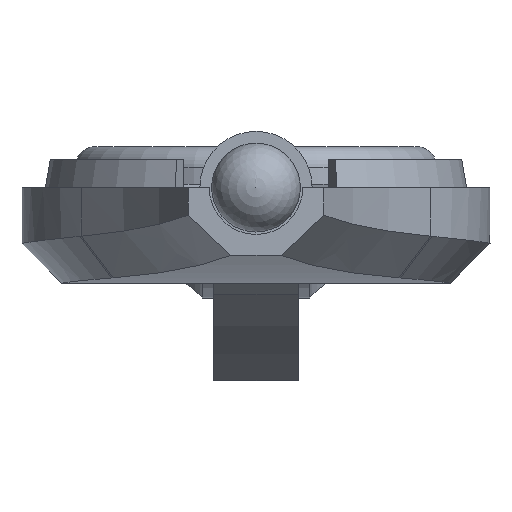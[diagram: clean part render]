
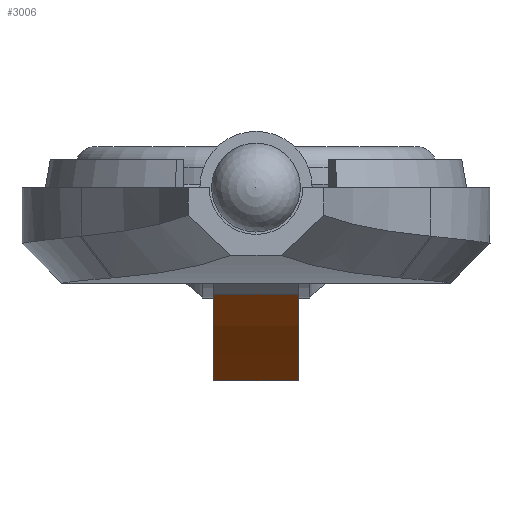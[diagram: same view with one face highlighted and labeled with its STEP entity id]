
A CAD part, front view. The second image highlights one B-rep face of the part: STEP entity #3006.
In plain terms, the highlighted cylindrical face has radius 37.643 mm (diameter 75.287 mm), a partial arc.
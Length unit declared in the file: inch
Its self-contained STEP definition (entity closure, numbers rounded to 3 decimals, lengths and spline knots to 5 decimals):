
#140=CYLINDRICAL_SURFACE('',#3298,1.48202);
#314=CIRCLE('',#3299,1.48202);
#315=CIRCLE('',#3300,1.48202);
#492=FACE_OUTER_BOUND('',#674,.T.);
#674=EDGE_LOOP('',(#2694,#2695,#2696,#2697));
#917=LINE('',#5961,#1159);
#918=LINE('',#5965,#1160);
#1159=VECTOR('',#4016,0.3937);
#1160=VECTOR('',#4019,0.3937);
#1439=VERTEX_POINT('',#5959);
#1440=VERTEX_POINT('',#5960);
#1441=VERTEX_POINT('',#5962);
#1442=VERTEX_POINT('',#5964);
#1863=EDGE_CURVE('',#1439,#1440,#917,.T.);
#1864=EDGE_CURVE('',#1439,#1441,#314,.T.);
#1865=EDGE_CURVE('',#1442,#1441,#918,.T.);
#1866=EDGE_CURVE('',#1442,#1440,#315,.T.);
#2694=ORIENTED_EDGE('',*,*,#1863,.F.);
#2695=ORIENTED_EDGE('',*,*,#1864,.T.);
#2696=ORIENTED_EDGE('',*,*,#1865,.F.);
#2697=ORIENTED_EDGE('',*,*,#1866,.T.);
#3006=ADVANCED_FACE('',(#492),#140,.T.);
#3298=AXIS2_PLACEMENT_3D('',#5958,#4014,#4015);
#3299=AXIS2_PLACEMENT_3D('',#5963,#4017,#4018);
#3300=AXIS2_PLACEMENT_3D('',#5966,#4020,#4021);
#4014=DIRECTION('center_axis',(-1.,0.,0.));
#4015=DIRECTION('ref_axis',(0.,-0.677,-0.736));
#4016=DIRECTION('',(-1.,0.,0.));
#4017=DIRECTION('center_axis',(-1.,0.,0.));
#4018=DIRECTION('ref_axis',(0.,-0.677,-0.736));
#4019=DIRECTION('',(1.,0.,0.));
#4020=DIRECTION('center_axis',(1.,0.,0.));
#4021=DIRECTION('ref_axis',(0.,-0.677,-0.736));
#5958=CARTESIAN_POINT('Origin',(0.,1.69242,0.86281));
#5959=CARTESIAN_POINT('',(0.09,0.93715,-0.41232));
#5960=CARTESIAN_POINT('',(-0.09,0.93715,-0.41232));
#5961=CARTESIAN_POINT('',(0.,0.93715,-0.41232));
#5962=CARTESIAN_POINT('',(0.09,0.68846,-0.22735));
#5963=CARTESIAN_POINT('Origin',(0.09,1.69242,0.86281));
#5964=CARTESIAN_POINT('',(-0.09,0.68846,-0.22735));
#5965=CARTESIAN_POINT('',(0.,0.68846,-0.22735));
#5966=CARTESIAN_POINT('Origin',(-0.09,1.69242,0.86281));
